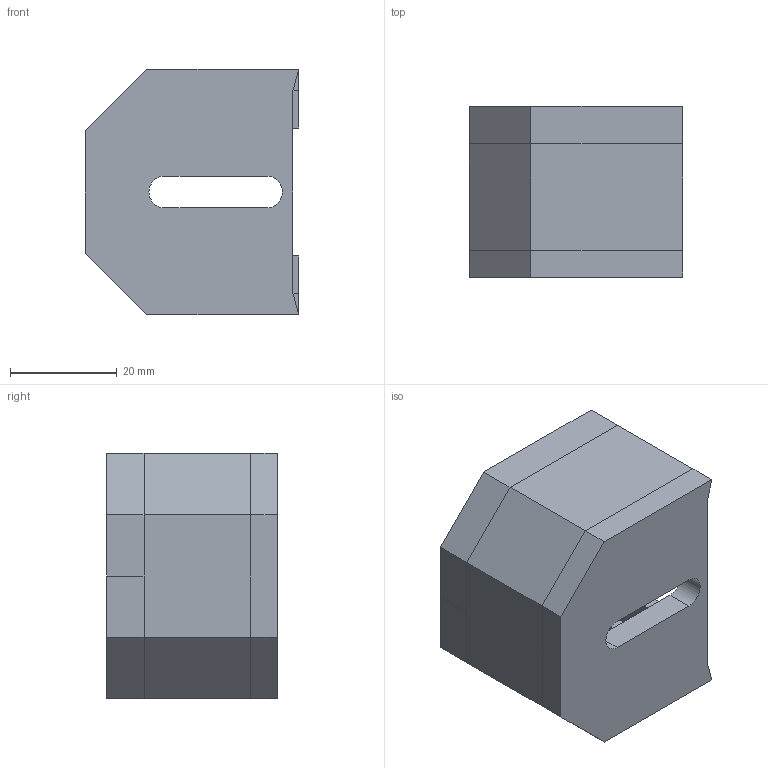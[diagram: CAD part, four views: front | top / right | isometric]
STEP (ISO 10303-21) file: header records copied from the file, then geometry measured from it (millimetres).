
FILE_DESCRIPTION(('FreeCAD Model'),'2;1');
FILE_NAME('Open CASCADE Shape Model','2023-03-30T01:00:44',('Author'),( ''),'Open CASCADE STEP processor 7.5','FreeCAD','Unknown');
FILE_SCHEMA(('AUTOMOTIVE_DESIGN { 1 0 10303 214 1 1 1 1 }'));
Length unit declared in the file: millimetre
Products named in the file (1): tensioner
Bounding box: 40 x 32 x 46 mm (x, y, z)
Volume: 20341.5 mm3; surface area: 12160 mm2
Topology: 1 solids, 1 shells, 89 faces, 219 edges, 132 vertices
Faces by surface type: plane 87, cylinder 2
Entity records: 5386 total; most frequent: CARTESIAN_POINT 887, DIRECTION 833, LINE 641, VECTOR 641, ORIENTED_EDGE 438, PCURVE 438, DEFINITIONAL_REPRESENTATION 438, EDGE_CURVE 219
